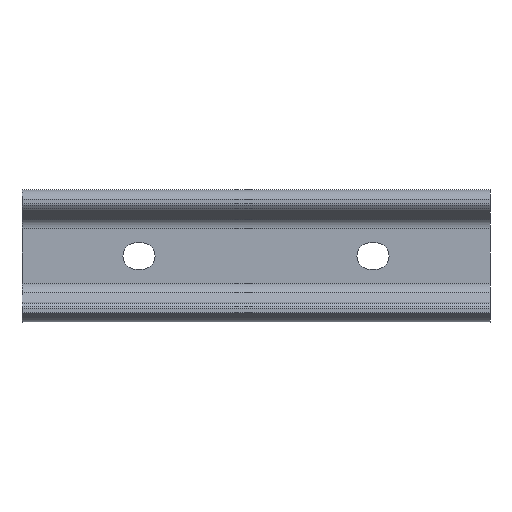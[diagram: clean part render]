
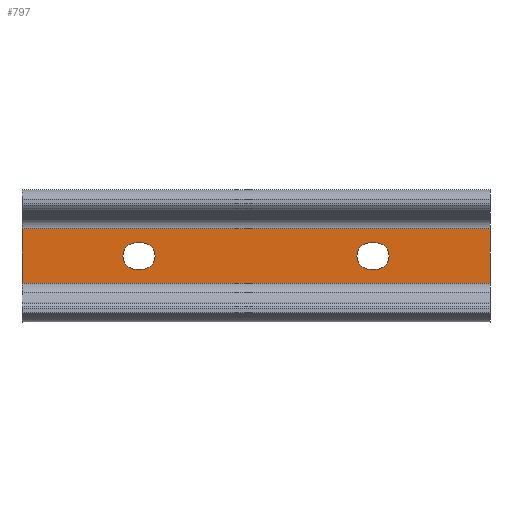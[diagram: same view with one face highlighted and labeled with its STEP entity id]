
A CAD part, front view. The second image highlights one B-rep face of the part: STEP entity #797.
In plain terms, the highlighted planar face has unit normal (0, -1, 0).
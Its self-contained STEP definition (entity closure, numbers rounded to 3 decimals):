
#14 = DIRECTION ( 'NONE',  ( -1., 0., 0. ) ) ;
#15 = VECTOR ( 'NONE', #72, 1000. ) ;
#37 = CARTESIAN_POINT ( 'NONE',  ( 39., 0., 4.5 ) ) ;
#45 = CARTESIAN_POINT ( 'NONE',  ( 41., 0., 4.5 ) ) ;
#51 = VERTEX_POINT ( 'NONE', #160 ) ;
#66 = VERTEX_POINT ( 'NONE', #557 ) ;
#69 = CARTESIAN_POINT ( 'NONE',  ( -41., 0., 4.5 ) ) ;
#72 = DIRECTION ( 'NONE',  ( -1., 0., 0. ) ) ;
#85 = VERTEX_POINT ( 'NONE', #355 ) ;
#88 = CIRCLE ( 'NONE', #145, 4.5 ) ;
#95 = EDGE_CURVE ( 'NONE', #632, #66, #1172, .T. ) ;
#102 = EDGE_CURVE ( 'NONE', #732, #718, #244, .T. ) ;
#104 = ORIENTED_EDGE ( 'NONE', *, *, #331, .F. ) ;
#108 = CARTESIAN_POINT ( 'NONE',  ( -39., 0., 0. ) ) ;
#118 = ORIENTED_EDGE ( 'NONE', *, *, #95, .T. ) ;
#119 = CARTESIAN_POINT ( 'NONE',  ( 41., 0., 0. ) ) ;
#126 = AXIS2_PLACEMENT_3D ( 'NONE', #119, #534, #1027 ) ;
#129 = EDGE_CURVE ( 'NONE', #1206, #632, #1289, .T. ) ;
#142 = DIRECTION ( 'NONE',  ( 1., 0., 0. ) ) ;
#145 = AXIS2_PLACEMENT_3D ( 'NONE', #451, #182, #1118 ) ;
#151 = DIRECTION ( 'NONE',  ( 1., 0., 0. ) ) ;
#160 = CARTESIAN_POINT ( 'NONE',  ( 39., 0., -4.5 ) ) ;
#162 = VERTEX_POINT ( 'NONE', #372 ) ;
#173 = CARTESIAN_POINT ( 'NONE',  ( -80., 0., 9.335 ) ) ;
#180 = EDGE_CURVE ( 'NONE', #192, #51, #977, .T. ) ;
#182 = DIRECTION ( 'NONE',  ( 0., 1., 0. ) ) ;
#191 = CIRCLE ( 'NONE', #126, 4.5 ) ;
#192 = VERTEX_POINT ( 'NONE', #395 ) ;
#203 = ORIENTED_EDGE ( 'NONE', *, *, #102, .T. ) ;
#212 = DIRECTION ( 'NONE',  ( 0., 0., 1. ) ) ;
#219 = VECTOR ( 'NONE', #263, 1000. ) ;
#225 = ORIENTED_EDGE ( 'NONE', *, *, #591, .T. ) ;
#226 = CARTESIAN_POINT ( 'NONE',  ( 80., 0., 4.5 ) ) ;
#228 = VERTEX_POINT ( 'NONE', #1119 ) ;
#244 = LINE ( 'NONE', #678, #1235 ) ;
#247 = ORIENTED_EDGE ( 'NONE', *, *, #1280, .T. ) ;
#250 = DIRECTION ( 'NONE',  ( 0., 0., -1. ) ) ;
#263 = DIRECTION ( 'NONE',  ( 0., 0., -1. ) ) ;
#271 = CARTESIAN_POINT ( 'NONE',  ( 80., 0., 9.335 ) ) ;
#325 = EDGE_CURVE ( 'NONE', #85, #162, #501, .T. ) ;
#331 = EDGE_CURVE ( 'NONE', #432, #66, #833, .T. ) ;
#355 = CARTESIAN_POINT ( 'NONE',  ( -39., 0., 4.5 ) ) ;
#360 = DIRECTION ( 'NONE',  ( -1., 0., 0. ) ) ;
#372 = CARTESIAN_POINT ( 'NONE',  ( -39., 0., -4.5 ) ) ;
#376 = ORIENTED_EDGE ( 'NONE', *, *, #852, .F. ) ;
#380 = CARTESIAN_POINT ( 'NONE',  ( 80., 0., -4.5 ) ) ;
#395 = CARTESIAN_POINT ( 'NONE',  ( 41., 0., -4.5 ) ) ;
#398 = VECTOR ( 'NONE', #360, 1000. ) ;
#424 = EDGE_CURVE ( 'NONE', #51, #732, #88, .T. ) ;
#432 = VERTEX_POINT ( 'NONE', #1097 ) ;
#451 = CARTESIAN_POINT ( 'NONE',  ( 39., 0., 0. ) ) ;
#452 = DIRECTION ( 'NONE',  ( 0., 1., 0. ) ) ;
#461 = DIRECTION ( 'NONE',  ( 0., 0., 1. ) ) ;
#472 = FACE_OUTER_BOUND ( 'NONE', #924, .T. ) ;
#488 = FACE_BOUND ( 'NONE', #741, .T. ) ;
#501 = CIRCLE ( 'NONE', #544, 4.5 ) ;
#523 = DIRECTION ( 'NONE',  ( 0., 1., 0. ) ) ;
#534 = DIRECTION ( 'NONE',  ( 0., 1., 0. ) ) ;
#544 = AXIS2_PLACEMENT_3D ( 'NONE', #108, #523, #212 ) ;
#557 = CARTESIAN_POINT ( 'NONE',  ( -80., 0., -9.335 ) ) ;
#560 = VECTOR ( 'NONE', #142, 1000. ) ;
#580 = LINE ( 'NONE', #972, #398 ) ;
#591 = EDGE_CURVE ( 'NONE', #718, #192, #191, .T. ) ;
#632 = VERTEX_POINT ( 'NONE', #1078 ) ;
#645 = LINE ( 'NONE', #226, #560 ) ;
#659 = ORIENTED_EDGE ( 'NONE', *, *, #325, .T. ) ;
#662 = VECTOR ( 'NONE', #14, 1000. ) ;
#670 = CARTESIAN_POINT ( 'NONE',  ( 80., 0., 9.335 ) ) ;
#678 = CARTESIAN_POINT ( 'NONE',  ( 80., 0., 4.5 ) ) ;
#689 = PLANE ( 'NONE',  #831 ) ;
#701 = ORIENTED_EDGE ( 'NONE', *, *, #945, .T. ) ;
#718 = VERTEX_POINT ( 'NONE', #45 ) ;
#729 = ORIENTED_EDGE ( 'NONE', *, *, #904, .T. ) ;
#732 = VERTEX_POINT ( 'NONE', #37 ) ;
#741 = EDGE_LOOP ( 'NONE', ( #203, #225, #753, #1117 ) ) ;
#753 = ORIENTED_EDGE ( 'NONE', *, *, #180, .T. ) ;
#797 = ADVANCED_FACE ( 'NONE', ( #488, #911, #472 ), #689, .F. ) ;
#805 = VERTEX_POINT ( 'NONE', #69 ) ;
#831 = AXIS2_PLACEMENT_3D ( 'NONE', #1107, #1306, #897 ) ;
#833 = LINE ( 'NONE', #937, #662 ) ;
#852 = EDGE_CURVE ( 'NONE', #1206, #432, #1208, .T. ) ;
#858 = CARTESIAN_POINT ( 'NONE',  ( -41., 0., 0. ) ) ;
#897 = DIRECTION ( 'NONE',  ( 0., 0., 1. ) ) ;
#904 = EDGE_CURVE ( 'NONE', #162, #228, #580, .T. ) ;
#911 = FACE_BOUND ( 'NONE', #949, .T. ) ;
#924 = EDGE_LOOP ( 'NONE', ( #118, #104, #376, #1066 ) ) ;
#931 = CARTESIAN_POINT ( 'NONE',  ( 80., 0., 9.335 ) ) ;
#937 = CARTESIAN_POINT ( 'NONE',  ( 80., 0., -9.335 ) ) ;
#945 = EDGE_CURVE ( 'NONE', #228, #805, #1326, .T. ) ;
#949 = EDGE_LOOP ( 'NONE', ( #247, #659, #729, #701 ) ) ;
#972 = CARTESIAN_POINT ( 'NONE',  ( 80., 0., -4.5 ) ) ;
#977 = LINE ( 'NONE', #380, #1159 ) ;
#1027 = DIRECTION ( 'NONE',  ( 0., 0., 1. ) ) ;
#1062 = VECTOR ( 'NONE', #250, 1000. ) ;
#1066 = ORIENTED_EDGE ( 'NONE', *, *, #129, .T. ) ;
#1078 = CARTESIAN_POINT ( 'NONE',  ( -80., 0., 9.335 ) ) ;
#1097 = CARTESIAN_POINT ( 'NONE',  ( 80., 0., -9.335 ) ) ;
#1103 = DIRECTION ( 'NONE',  ( -1., 0., 0. ) ) ;
#1107 = CARTESIAN_POINT ( 'NONE',  ( 80., 0., 9.335 ) ) ;
#1117 = ORIENTED_EDGE ( 'NONE', *, *, #424, .T. ) ;
#1118 = DIRECTION ( 'NONE',  ( 0., 0., 1. ) ) ;
#1119 = CARTESIAN_POINT ( 'NONE',  ( -41., 0., -4.5 ) ) ;
#1150 = AXIS2_PLACEMENT_3D ( 'NONE', #858, #452, #461 ) ;
#1159 = VECTOR ( 'NONE', #1103, 1000. ) ;
#1172 = LINE ( 'NONE', #173, #1062 ) ;
#1206 = VERTEX_POINT ( 'NONE', #931 ) ;
#1208 = LINE ( 'NONE', #670, #219 ) ;
#1235 = VECTOR ( 'NONE', #151, 1000. ) ;
#1280 = EDGE_CURVE ( 'NONE', #805, #85, #645, .T. ) ;
#1289 = LINE ( 'NONE', #271, #15 ) ;
#1306 = DIRECTION ( 'NONE',  ( 0., 1., 0. ) ) ;
#1326 = CIRCLE ( 'NONE', #1150, 4.5 ) ;
